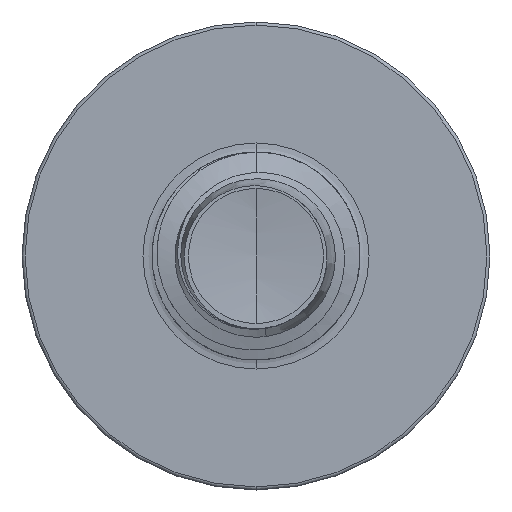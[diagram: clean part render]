
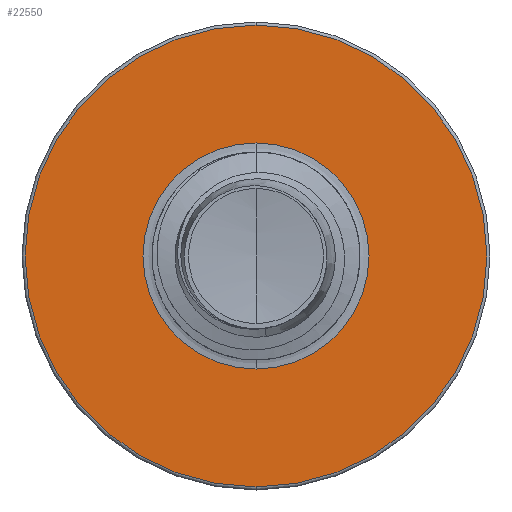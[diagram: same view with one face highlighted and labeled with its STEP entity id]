
A CAD part, front view. The second image highlights one B-rep face of the part: STEP entity #22550.
In plain terms, the highlighted planar face has unit normal (0, -1, 0).
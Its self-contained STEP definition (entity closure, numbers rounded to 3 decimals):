
#1097 = VERTEX_POINT ( 'NONE', #11167 ) ;
#1145 = ORIENTED_EDGE ( 'NONE', *, *, #11093, .T. ) ;
#1436 = CARTESIAN_POINT ( 'NONE',  ( 0., 9., -2.174 ) ) ;
#2154 = VERTEX_POINT ( 'NONE', #5803 ) ;
#2378 = DIRECTION ( 'NONE',  ( 0., 1., 0. ) ) ;
#2933 = ORIENTED_EDGE ( 'NONE', *, *, #14340, .F. ) ;
#3223 = DIRECTION ( 'NONE',  ( 0., 1., 0. ) ) ;
#3348 = DIRECTION ( 'NONE',  ( 0., 0., 1. ) ) ;
#4730 = ORIENTED_EDGE ( 'NONE', *, *, #14478, .F. ) ;
#4732 = VERTEX_POINT ( 'NONE', #22416 ) ;
#5492 = AXIS2_PLACEMENT_3D ( 'NONE', #9613, #22567, #11441 ) ;
#5803 = CARTESIAN_POINT ( 'NONE',  ( 0., 9., -2.174 ) ) ;
#7919 = AXIS2_PLACEMENT_3D ( 'NONE', #20799, #9695, #22645 ) ;
#9162 = CIRCLE ( 'NONE', #5492, 4.44 ) ;
#9613 = CARTESIAN_POINT ( 'NONE',  ( 0., 9., 0. ) ) ;
#9695 = DIRECTION ( 'NONE',  ( 0., 1., 0. ) ) ;
#11093 = EDGE_CURVE ( 'NONE', #1097, #2154, #19616, .T. ) ;
#11167 = CARTESIAN_POINT ( 'NONE',  ( 0., 9., 2.174 ) ) ;
#11441 = DIRECTION ( 'NONE',  ( 0., 0., 1. ) ) ;
#12212 = FACE_OUTER_BOUND ( 'NONE', #23242, .T. ) ;
#12269 = EDGE_CURVE ( 'NONE', #2154, #1097, #19903, .T. ) ;
#13130 = CARTESIAN_POINT ( 'NONE',  ( 0., 9., 4.44 ) ) ;
#13382 = CARTESIAN_POINT ( 'NONE',  ( 0., 9., 0. ) ) ;
#14194 = CARTESIAN_POINT ( 'NONE',  ( 0., 9., 0. ) ) ;
#14321 = DIRECTION ( 'NONE',  ( 0., 1., 0. ) ) ;
#14340 = EDGE_CURVE ( 'NONE', #4732, #19915, #9162, .T. ) ;
#14478 = EDGE_CURVE ( 'NONE', #19915, #4732, #18451, .T. ) ;
#14819 = EDGE_LOOP ( 'NONE', ( #1145, #23824 ) ) ;
#15241 = DIRECTION ( 'NONE',  ( 0., 0., 1. ) ) ;
#16088 = DIRECTION ( 'NONE',  ( 0., 0., 1. ) ) ;
#16240 = AXIS2_PLACEMENT_3D ( 'NONE', #13382, #2378, #15241 ) ;
#18451 = CIRCLE ( 'NONE', #7919, 4.44 ) ;
#18659 = AXIS2_PLACEMENT_3D ( 'NONE', #1436, #14321, #3348 ) ;
#19616 = CIRCLE ( 'NONE', #16240, 2.174 ) ;
#19896 = PLANE ( 'NONE',  #18659 ) ;
#19903 = CIRCLE ( 'NONE', #22899, 2.174 ) ;
#19915 = VERTEX_POINT ( 'NONE', #13130 ) ;
#20799 = CARTESIAN_POINT ( 'NONE',  ( 0., 9., 0. ) ) ;
#21535 = FACE_BOUND ( 'NONE', #14819, .T. ) ;
#22416 = CARTESIAN_POINT ( 'NONE',  ( 0., 9., -4.44 ) ) ;
#22550 = ADVANCED_FACE ( 'NONE', ( #12212, #21535 ), #19896, .F. ) ;
#22567 = DIRECTION ( 'NONE',  ( 0., 1., 0. ) ) ;
#22645 = DIRECTION ( 'NONE',  ( 0., 0., 1. ) ) ;
#22899 = AXIS2_PLACEMENT_3D ( 'NONE', #14194, #3223, #16088 ) ;
#23242 = EDGE_LOOP ( 'NONE', ( #4730, #2933 ) ) ;
#23824 = ORIENTED_EDGE ( 'NONE', *, *, #12269, .T. ) ;
